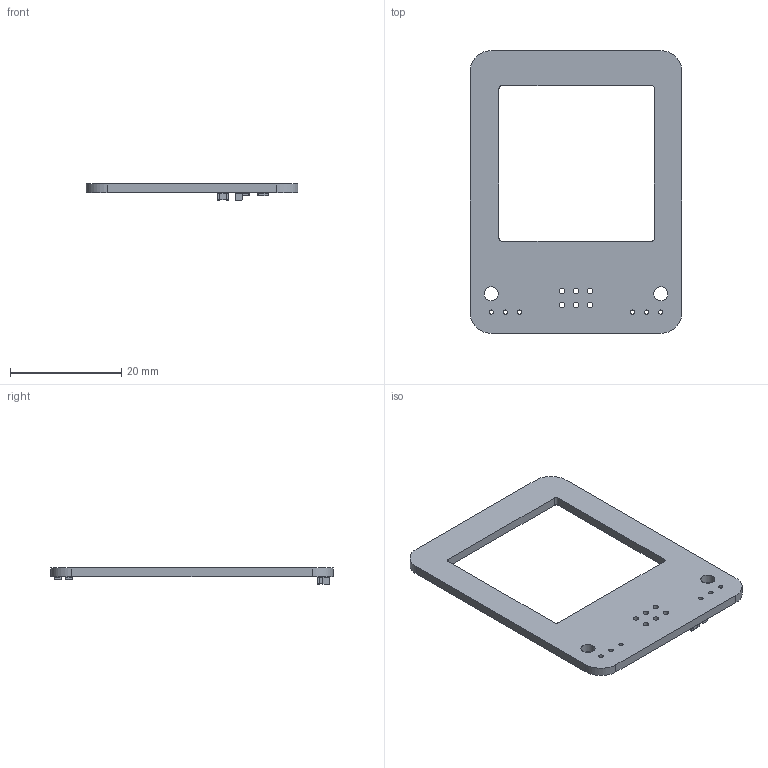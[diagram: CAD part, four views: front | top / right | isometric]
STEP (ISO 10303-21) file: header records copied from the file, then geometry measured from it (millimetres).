
FILE_DESCRIPTION(('KiCad electronic assembly'),'2;1');
FILE_NAME('Etch_sAo_Sketch.step','2024-09-27T20:44:03',('Pcbnew'),( 'Kicad'),'Open CASCADE STEP processor 7.7','KiCad to STEP converter' ,'Unknown');
FILE_SCHEMA(('AUTOMOTIVE_DESIGN { 1 0 10303 214 1 1 1 1 }'));
Length unit declared in the file: millimetre
Products named in the file (6): Etch_sAo_Sketch 1; R_0805_2012Metric; C_0805_2012Metric; Etch_sAo_Sketch_PCB
Assembly tree (8 placements, depth 3):
  Etch_sAo_Sketch 1
    R_0805_2012Metric  x3
      R_0805_2012Metric
    C_0805_2012Metric  x2
      C_0805_2012Metric
    Etch_sAo_Sketch_PCB
Bounding box: 38.1 x 50.8 x 2.9 mm (x, y, z)
Volume: 1808.6 mm3; surface area: 2829.4 mm2
Topology: 6 solids, 6 shells, 166 faces, 438 edges, 288 vertices
Faces by surface type: plane 96, cylinder 70
Full cylindrical faces by diameter (mm): 0.762 x6, 1.016 x6, 2.54 x2
Entity records: 3279 total; most frequent: DIRECTION 504, CARTESIAN_POINT 477, ORIENTED_EDGE 460, EDGE_CURVE 230, AXIS2_PLACEMENT_3D 179, VERTEX_POINT 152, LINE 146, VECTOR 146
